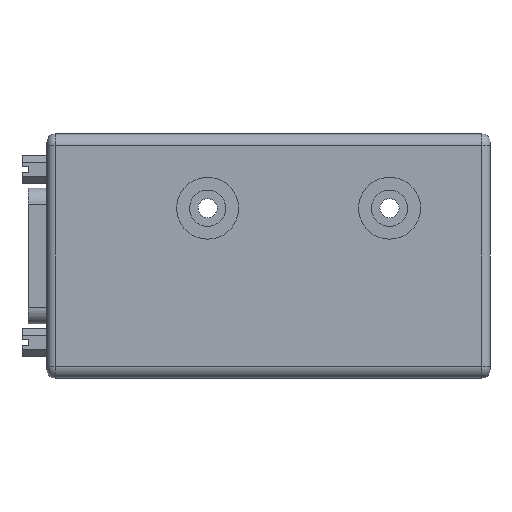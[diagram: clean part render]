
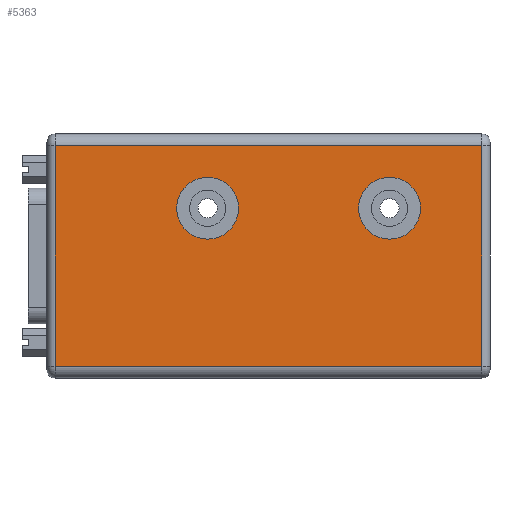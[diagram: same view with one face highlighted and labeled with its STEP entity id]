
A CAD part, front view. The second image highlights one B-rep face of the part: STEP entity #5363.
In plain terms, the highlighted planar face has unit normal (0, -1, 0).
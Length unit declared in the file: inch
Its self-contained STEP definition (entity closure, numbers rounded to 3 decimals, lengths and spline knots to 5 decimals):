
#20 = DIRECTION ( 'NONE',  ( 0., -1., 0. ) ) ;
#36 = CARTESIAN_POINT ( 'NONE',  ( 2.595, 0., -0.3285 ) ) ;
#60 = DIRECTION ( 'NONE',  ( 0., -1., 0. ) ) ;
#85 = VERTEX_POINT ( 'NONE', #2458 ) ;
#398 = VECTOR ( 'NONE', #1739, 39.37008 ) ;
#498 = VECTOR ( 'NONE', #3261, 39.37008 ) ;
#504 = VECTOR ( 'NONE', #4304, 39.37008 ) ;
#577 = ORIENTED_EDGE ( 'NONE', *, *, #5018, .F. ) ;
#628 = EDGE_CURVE ( 'NONE', #5059, #2455, #6033, .T. ) ;
#739 = PLANE ( 'NONE',  #4990 ) ;
#837 = LINE ( 'NONE', #5380, #498 ) ;
#906 = CIRCLE ( 'NONE', #1425, 0.2345 ) ;
#978 = EDGE_CURVE ( 'NONE', #6609, #85, #6136, .T. ) ;
#1024 = EDGE_LOOP ( 'NONE', ( #2865, #1313 ) ) ;
#1094 = AXIS2_PLACEMENT_3D ( 'NONE', #5145, #2002, #5671 ) ;
#1105 = VERTEX_POINT ( 'NONE', #4941 ) ;
#1226 = CIRCLE ( 'NONE', #1094, 0.2345 ) ;
#1294 = CARTESIAN_POINT ( 'NONE',  ( 2.595, 0., -0.7975 ) ) ;
#1313 = ORIENTED_EDGE ( 'NONE', *, *, #5069, .F. ) ;
#1425 = AXIS2_PLACEMENT_3D ( 'NONE', #2025, #5701, #2565 ) ;
#1478 = AXIS2_PLACEMENT_3D ( 'NONE', #3142, #20, #3681 ) ;
#1642 = CARTESIAN_POINT ( 'NONE',  ( 1.217, 0., -0.7975 ) ) ;
#1739 = DIRECTION ( 'NONE',  ( 0., 0., -1. ) ) ;
#1759 = ORIENTED_EDGE ( 'NONE', *, *, #628, .F. ) ;
#1778 = DIRECTION ( 'NONE',  ( 0., 1., 0. ) ) ;
#2002 = DIRECTION ( 'NONE',  ( 0., -1., 0. ) ) ;
#2025 = CARTESIAN_POINT ( 'NONE',  ( 1.217, 0., -0.563 ) ) ;
#2103 = CARTESIAN_POINT ( 'NONE',  ( 0.0625, 0., -0.09 ) ) ;
#2144 = EDGE_CURVE ( 'NONE', #1105, #4574, #906, .T. ) ;
#2455 = VERTEX_POINT ( 'NONE', #1294 ) ;
#2458 = CARTESIAN_POINT ( 'NONE',  ( 0.0625, 0., -1.76 ) ) ;
#2565 = DIRECTION ( 'NONE',  ( 0., 0., 1. ) ) ;
#2623 = EDGE_LOOP ( 'NONE', ( #1759, #577 ) ) ;
#2775 = VERTEX_POINT ( 'NONE', #2826 ) ;
#2820 = EDGE_CURVE ( 'NONE', #6121, #6609, #4690, .T. ) ;
#2826 = CARTESIAN_POINT ( 'NONE',  ( 3.2935, 0., -1.76 ) ) ;
#2865 = ORIENTED_EDGE ( 'NONE', *, *, #2144, .F. ) ;
#2953 = FACE_BOUND ( 'NONE', #1024, .T. ) ;
#3142 = CARTESIAN_POINT ( 'NONE',  ( 2.595, 0., -0.563 ) ) ;
#3178 = CARTESIAN_POINT ( 'NONE',  ( 1.217, 0., -0.563 ) ) ;
#3250 = CARTESIAN_POINT ( 'NONE',  ( 3.356, 0., -0.09 ) ) ;
#3261 = DIRECTION ( 'NONE',  ( 0., 0., 1. ) ) ;
#3681 = DIRECTION ( 'NONE',  ( 0., 0., 1. ) ) ;
#3701 = ORIENTED_EDGE ( 'NONE', *, *, #4665, .T. ) ;
#3722 = DIRECTION ( 'NONE',  ( 0., 0., 1. ) ) ;
#3895 = CARTESIAN_POINT ( 'NONE',  ( 3.356, 0., -0.09 ) ) ;
#4304 = DIRECTION ( 'NONE',  ( -1., 0., 0. ) ) ;
#4356 = FACE_BOUND ( 'NONE', #2623, .T. ) ;
#4495 = DIRECTION ( 'NONE',  ( -1., 0., 0. ) ) ;
#4574 = VERTEX_POINT ( 'NONE', #1642 ) ;
#4628 = AXIS2_PLACEMENT_3D ( 'NONE', #3178, #60, #3722 ) ;
#4665 = EDGE_CURVE ( 'NONE', #2775, #6121, #837, .T. ) ;
#4690 = LINE ( 'NONE', #3250, #504 ) ;
#4811 = CARTESIAN_POINT ( 'NONE',  ( 3.2935, 0., -0.09 ) ) ;
#4941 = CARTESIAN_POINT ( 'NONE',  ( 1.217, 0., -0.3285 ) ) ;
#4990 = AXIS2_PLACEMENT_3D ( 'NONE', #3895, #1778, #5460 ) ;
#5018 = EDGE_CURVE ( 'NONE', #2455, #5059, #1226, .T. ) ;
#5059 = VERTEX_POINT ( 'NONE', #36 ) ;
#5069 = EDGE_CURVE ( 'NONE', #4574, #1105, #5984, .T. ) ;
#5145 = CARTESIAN_POINT ( 'NONE',  ( 2.595, 0., -0.563 ) ) ;
#5148 = ORIENTED_EDGE ( 'NONE', *, *, #2820, .T. ) ;
#5214 = EDGE_LOOP ( 'NONE', ( #6683, #3701, #5148, #5561 ) ) ;
#5345 = VECTOR ( 'NONE', #4495, 39.37008 ) ;
#5363 = ADVANCED_FACE ( 'NONE', ( #5727, #2953, #4356 ), #739, .F. ) ;
#5380 = CARTESIAN_POINT ( 'NONE',  ( 3.2935, 0., -0.09 ) ) ;
#5460 = DIRECTION ( 'NONE',  ( 0., 0., 1. ) ) ;
#5496 = CARTESIAN_POINT ( 'NONE',  ( 3.356, 0., -1.76 ) ) ;
#5561 = ORIENTED_EDGE ( 'NONE', *, *, #978, .T. ) ;
#5671 = DIRECTION ( 'NONE',  ( 0., 0., 1. ) ) ;
#5701 = DIRECTION ( 'NONE',  ( 0., -1., 0. ) ) ;
#5727 = FACE_OUTER_BOUND ( 'NONE', #5214, .T. ) ;
#5984 = CIRCLE ( 'NONE', #4628, 0.2345 ) ;
#6033 = CIRCLE ( 'NONE', #1478, 0.2345 ) ;
#6121 = VERTEX_POINT ( 'NONE', #4811 ) ;
#6136 = LINE ( 'NONE', #6401, #398 ) ;
#6388 = EDGE_CURVE ( 'NONE', #2775, #85, #6741, .T. ) ;
#6401 = CARTESIAN_POINT ( 'NONE',  ( 0.0625, 0., -0.09 ) ) ;
#6609 = VERTEX_POINT ( 'NONE', #2103 ) ;
#6683 = ORIENTED_EDGE ( 'NONE', *, *, #6388, .F. ) ;
#6741 = LINE ( 'NONE', #5496, #5345 ) ;
